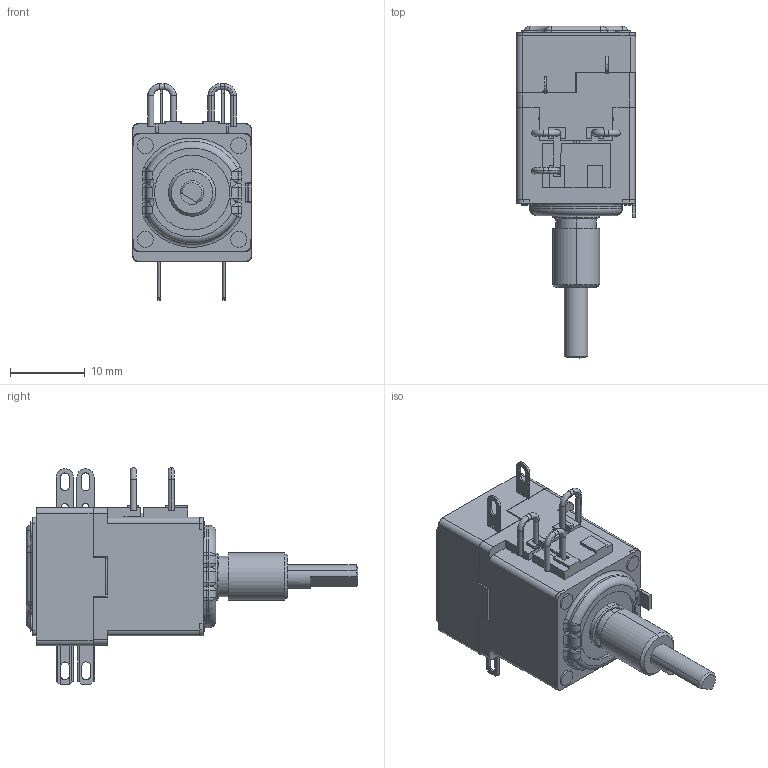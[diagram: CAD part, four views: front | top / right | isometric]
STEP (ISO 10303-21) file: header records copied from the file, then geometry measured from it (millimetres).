
FILE_DESCRIPTION((''),'2;1');
FILE_NAME('86N2A-F24-XXX_R51L','2014-07-22T',('RICKB'),('Bourns, Inc.'),'PRO/ENGINEER BY PARAMETRIC TECHNOLOGY CORPORATION, 2012230','PRO/ENGINEER BY PARAMETRIC TECHNOLOGY CORPORATION, 2012230','');
FILE_SCHEMA(('CONFIG_CONTROL_DESIGN'));
Length unit declared in the file: inch
Products named in the file (1): 86N2A-F24-XXX_R51L
Bounding box: 16.03 x 44.53 x 29.05 mm (x, y, z)
Volume: 100.5 mm3; surface area: 5965.1 mm2
Topology: 11 solids, 12 shells, 1423 faces, 3634 edges, 2218 vertices
Faces by surface type: plane 755, cylinder 416, torus 100, bspline 62, cone 48, sphere 42
Entity records: 45290 total; most frequent: CARTESIAN_POINT 10525, DIRECTION 7281, ORIENTED_EDGE 7274, EDGE_CURVE 3637, AXIS2_PLACEMENT_3D 2489, VECTOR 2303, LINE 2303, VERTEX_POINT 2226
